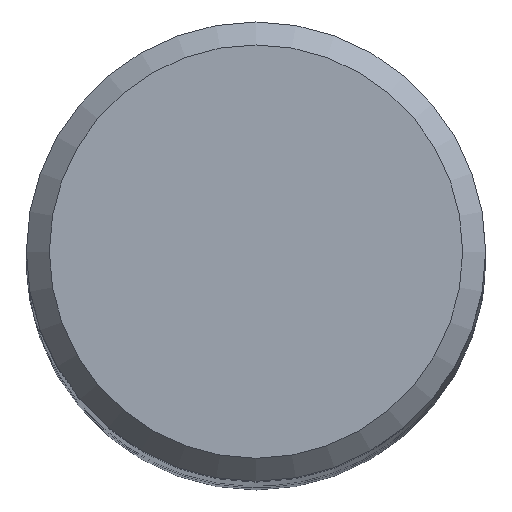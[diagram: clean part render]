
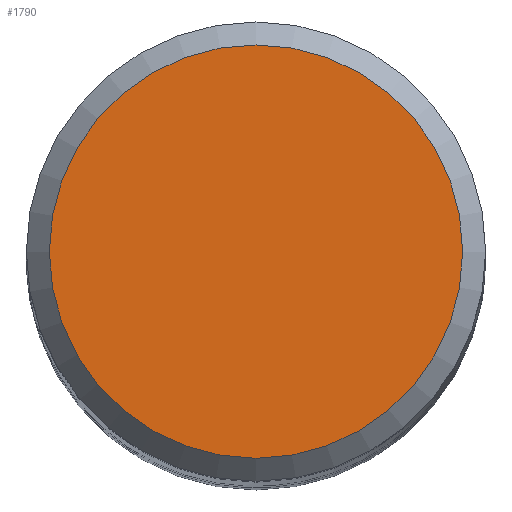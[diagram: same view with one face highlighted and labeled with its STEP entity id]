
A CAD part, top view. The second image highlights one B-rep face of the part: STEP entity #1790.
In plain terms, the highlighted free-form (B-spline) face has degree [1, 1] with [2, 2] control points.
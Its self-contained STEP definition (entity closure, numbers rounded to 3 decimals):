
#1320 = CARTESIAN_POINT ('', (-3.6, 0., 0.));
#1330 = VERTEX_POINT ('', #1320);
#1400 = CARTESIAN_POINT ('', (0., 0., 0.));
#1410 = DIRECTION ('', (0., 0., -1.));
#1420 = DIRECTION ('', (-1., 0., 0.));
#1430 = AXIS2_PLACEMENT_3D ('', #1400, #1410, #1420);
#1440 = CIRCLE ('', #1430, 3.6);
#1450 = EDGE_CURVE ('', #1330, #1330, #1440, .T.);
#1710 = ORIENTED_EDGE ('', *, *, #1450, .F.);
#1720 = EDGE_LOOP ('', (#1710));
#1730 = FACE_OUTER_BOUND ('', #1720, .T.);
#1740 = CARTESIAN_POINT ('', (3.6, -3.6, 0.));
#1750 = CARTESIAN_POINT ('', (-3.6, -3.6, 0.));
#1760 = CARTESIAN_POINT ('', (3.6, 3.6, 0.));
#1770 = CARTESIAN_POINT ('', (-3.6, 3.6, 0.));
#1780 = B_SPLINE_SURFACE_WITH_KNOTS ('', 1, 1, ((#1740, #1750), (#1760, #1770)), .UNSPECIFIED., .F., .F., .U., (2, 2), (2, 2), (0.045, 0.955), (0.045, 0.955), .UNSPECIFIED.);
#1790 = ADVANCED_FACE ('', (#1730), #1780, .T.);
